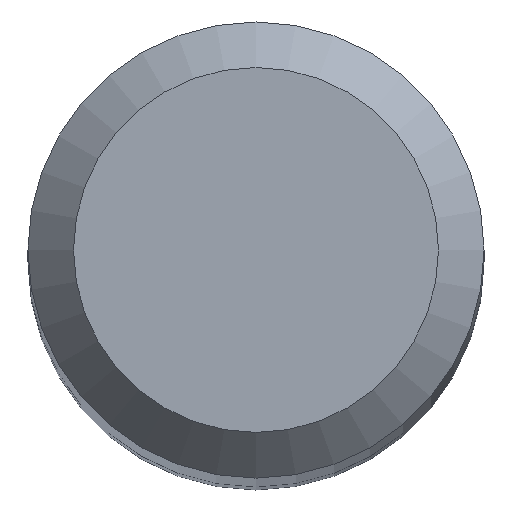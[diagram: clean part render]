
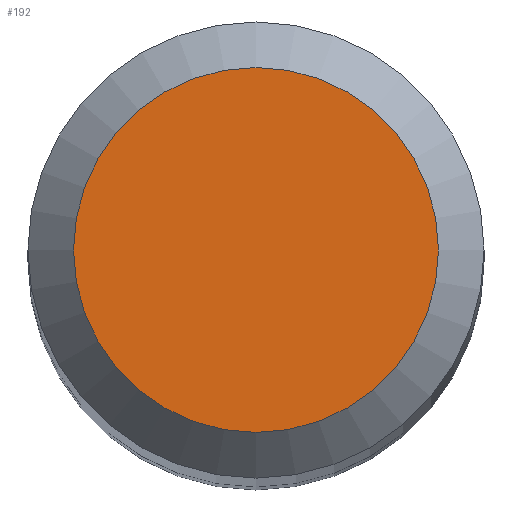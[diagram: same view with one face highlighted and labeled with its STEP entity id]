
A CAD part, top view. The second image highlights one B-rep face of the part: STEP entity #192.
In plain terms, the highlighted planar face has unit normal (0, 0, 1).
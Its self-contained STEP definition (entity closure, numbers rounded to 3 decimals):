
#6 = CARTESIAN_POINT ( 'NONE',  ( 0., 0., 30. ) ) ;
#21 = CARTESIAN_POINT ( 'NONE',  ( 0., 0.8, 30. ) ) ;
#36 = PLANE ( 'NONE',  #92 ) ;
#45 = EDGE_LOOP ( 'NONE', ( #187 ) ) ;
#89 = CIRCLE ( 'NONE', #114, 0.8 ) ;
#92 = AXIS2_PLACEMENT_3D ( 'NONE', #6, #102, #129 ) ;
#102 = DIRECTION ( 'NONE',  ( 0., 0., -1. ) ) ;
#105 = DIRECTION ( 'NONE',  ( 0., 0., -1. ) ) ;
#114 = AXIS2_PLACEMENT_3D ( 'NONE', #116, #105, #163 ) ;
#116 = CARTESIAN_POINT ( 'NONE',  ( 0., 0., 30. ) ) ;
#125 = EDGE_CURVE ( 'NONE', #162, #162, #89, .T. ) ;
#129 = DIRECTION ( 'NONE',  ( 0., 1., 0. ) ) ;
#160 = FACE_OUTER_BOUND ( 'NONE', #45, .T. ) ;
#162 = VERTEX_POINT ( 'NONE', #21 ) ;
#163 = DIRECTION ( 'NONE',  ( 0., 1., 0. ) ) ;
#187 = ORIENTED_EDGE ( 'NONE', *, *, #125, .F. ) ;
#192 = ADVANCED_FACE ( 'NONE', ( #160 ), #36, .F. ) ;
